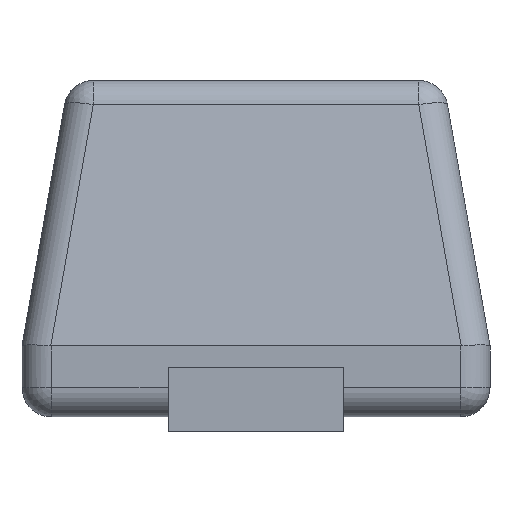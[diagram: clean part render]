
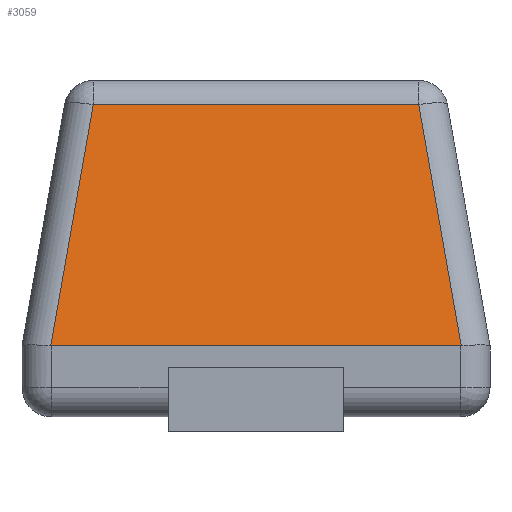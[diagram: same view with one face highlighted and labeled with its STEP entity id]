
A CAD part, front view. The second image highlights one B-rep face of the part: STEP entity #3059.
In plain terms, the highlighted planar face has unit normal (0, -0.985, 0.174).
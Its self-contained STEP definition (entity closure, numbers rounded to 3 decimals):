
#19=ELLIPSE('',#3216,0.288,0.05);
#24=ELLIPSE('',#3248,0.288,0.05);
#234=FACE_OUTER_BOUND('',#399,.T.);
#399=EDGE_LOOP('',(#2561,#2562,#2563,#2564,#2565,#2566));
#727=LINE('',#4751,#1094);
#729=LINE('',#4754,#1096);
#737=LINE('',#4775,#1104);
#748=LINE('',#4799,#1115);
#1094=VECTOR('',#3903,0.556);
#1096=VECTOR('',#3907,0.425);
#1104=VECTOR('',#3935,0.425);
#1115=VECTOR('',#3962,0.7);
#1372=VERTEX_POINT('',#4713);
#1375=VERTEX_POINT('',#4719);
#1376=VERTEX_POINT('',#4723);
#1385=VERTEX_POINT('',#4747);
#1388=VERTEX_POINT('',#4774);
#1391=VERTEX_POINT('',#4785);
#1746=EDGE_CURVE('',#1375,#1372,#19,.T.);
#1761=EDGE_CURVE('',#1376,#1385,#727,.T.);
#1763=EDGE_CURVE('',#1385,#1375,#729,.T.);
#1774=EDGE_CURVE('',#1388,#1376,#737,.T.);
#1781=EDGE_CURVE('',#1391,#1388,#24,.T.);
#1788=EDGE_CURVE('',#1391,#1372,#748,.T.);
#2561=ORIENTED_EDGE('',*,*,#1781,.F.);
#2562=ORIENTED_EDGE('',*,*,#1788,.T.);
#2563=ORIENTED_EDGE('',*,*,#1746,.F.);
#2564=ORIENTED_EDGE('',*,*,#1763,.F.);
#2565=ORIENTED_EDGE('',*,*,#1761,.F.);
#2566=ORIENTED_EDGE('',*,*,#1774,.F.);
#2762=PLANE('',#3257);
#3059=ADVANCED_FACE('',(#234),#2762,.T.);
#3216=AXIS2_PLACEMENT_3D('',#4721,#3865,#3866);
#3248=AXIS2_PLACEMENT_3D('',#4787,#3947,#3948);
#3257=AXIS2_PLACEMENT_3D('',#4820,#3981,#3982);
#3865=DIRECTION('center_axis',(0.,0.985,-0.174));
#3866=DIRECTION('ref_axis',(0.,-0.174,-0.985));
#3903=DIRECTION('',(1.,0.,0.));
#3907=DIRECTION('',(0.171,-0.171,-0.97));
#3935=DIRECTION('',(0.171,0.171,0.97));
#3947=DIRECTION('center_axis',(0.,0.985,-0.174));
#3948=DIRECTION('ref_axis',(0.,-0.174,-0.985));
#3962=DIRECTION('',(1.,0.,0.));
#3981=DIRECTION('center_axis',(0.,-0.985,0.174));
#3982=DIRECTION('ref_axis',(0.,-0.174,-0.985));
#4713=CARTESIAN_POINT('',(0.35,-0.6,0.146));
#4719=CARTESIAN_POINT('',(0.351,-0.6,0.146));
#4721=CARTESIAN_POINT('Origin',(0.35,-0.55,0.43));
#4723=CARTESIAN_POINT('',(-0.278,-0.527,0.559));
#4747=CARTESIAN_POINT('',(0.278,-0.527,0.559));
#4751=CARTESIAN_POINT('',(0.,-0.527,0.559));
#4754=CARTESIAN_POINT('',(0.294,-0.544,0.466));
#4774=CARTESIAN_POINT('',(-0.351,-0.6,0.146));
#4775=CARTESIAN_POINT('',(-0.294,-0.544,0.466));
#4785=CARTESIAN_POINT('',(-0.35,-0.6,0.146));
#4787=CARTESIAN_POINT('Origin',(-0.35,-0.55,0.43));
#4799=CARTESIAN_POINT('',(0.,-0.6,0.146));
#4820=CARTESIAN_POINT('Origin',(0.,-0.56,0.373));
